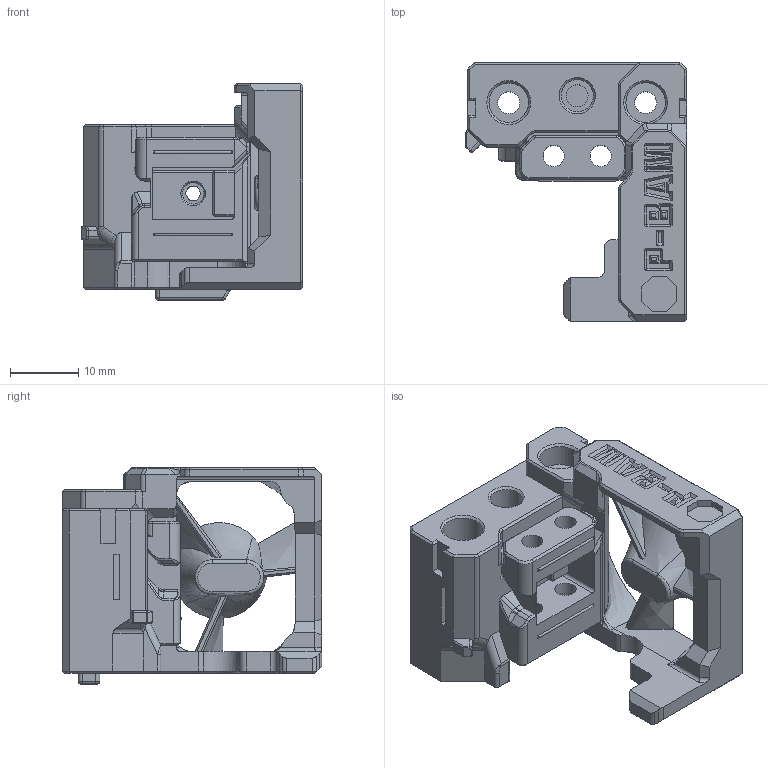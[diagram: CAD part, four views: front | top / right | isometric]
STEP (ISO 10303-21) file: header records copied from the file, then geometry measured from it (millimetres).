
FILE_DESCRIPTION(/* description */ ('','CAx-IF Rec.Pracs.---Representation and Presentation of Product Manufacturing Information (PMI)---4.0---2014-10-13'),/* implementation_level */ '2;1');
FILE_NAME(/* name */ '',/* time_stamp */ '2024-11-20T17:02:04+08:00',/* author */ (''),/* organization */ (''),/* preprocessor_version */ 'ST-DEVELOPER v20',/* originating_system */ 'Autodesk Translation Framework v13.20.0.188',/* authorisation */ '');
FILE_SCHEMA (('AP242_MANAGED_MODEL_BASED_3D_ENGINEERING_MIM_LF { 1 0 10303 442 1 1 4 }'));
Length unit declared in the file: millimetre
Products named in the file (1): Hotend_Mount-Bambu
Bounding box: 32.35 x 37.9 x 31.6 mm (x, y, z)
Volume: 12138.3 mm3; surface area: 7613.7 mm2
Topology: 1 solids, 1 shells, 546 faces, 1414 edges, 885 vertices
Faces by surface type: plane 328, cylinder 119, bspline 51, cone 39, sphere 7, torus 2
Full cylindrical faces by diameter (mm): 2.8 x3, 3.1 x4, 3.2 x4, 3.3 x1, 4.7 x3, 5.8 x2
Entity records: 20173 total; most frequent: CARTESIAN_POINT 6987, ORIENTED_EDGE 2820, DIRECTION 2584, EDGE_CURVE 1410, LINE 974, VECTOR 974, VERTEX_POINT 885, AXIS2_PLACEMENT_3D 805
